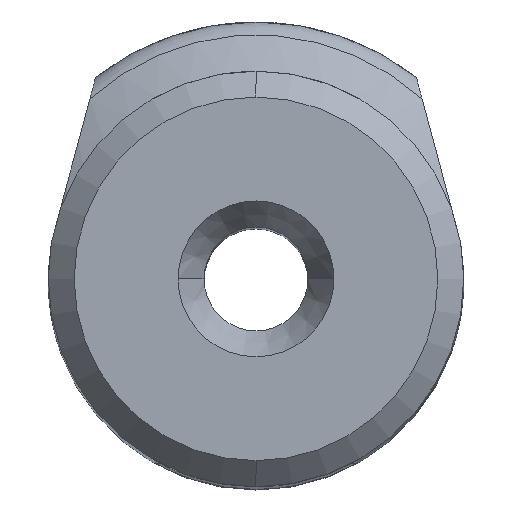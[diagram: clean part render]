
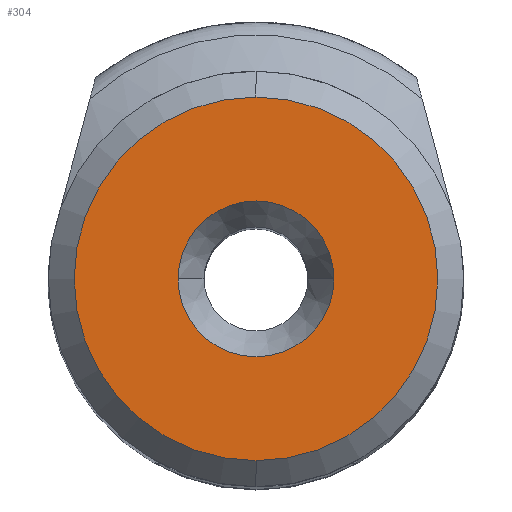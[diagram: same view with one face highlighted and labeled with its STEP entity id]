
A CAD part, top view. The second image highlights one B-rep face of the part: STEP entity #304.
In plain terms, the highlighted planar face has unit normal (0, 0, 1).
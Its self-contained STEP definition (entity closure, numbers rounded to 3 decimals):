
#33=PLANE('',#1170);
#50=FACE_BOUND('',#425,.T.);
#51=FACE_BOUND('',#426,.T.);
#304=ADVANCED_FACE('',(#50,#51),#33,.T.);
#425=EDGE_LOOP('',(#658,#659));
#426=EDGE_LOOP('',(#660,#661));
#658=ORIENTED_EDGE('',*,*,#1013,.T.);
#659=ORIENTED_EDGE('',*,*,#915,.T.);
#660=ORIENTED_EDGE('',*,*,#1014,.F.);
#661=ORIENTED_EDGE('',*,*,#921,.F.);
#810=VERTEX_POINT('',#1929);
#811=VERTEX_POINT('',#1930);
#816=VERTEX_POINT('',#1941);
#817=VERTEX_POINT('',#1943);
#915=EDGE_CURVE('',#810,#811,#1036,.T.);
#921=EDGE_CURVE('',#816,#817,#1039,.T.);
#1013=EDGE_CURVE('',#811,#810,#1066,.T.);
#1014=EDGE_CURVE('',#817,#816,#1067,.T.);
#1036=CIRCLE('',#1112,7.);
#1039=CIRCLE('',#1116,3.);
#1066=CIRCLE('',#1168,7.);
#1067=CIRCLE('',#1169,3.);
#1112=AXIS2_PLACEMENT_3D('',#1928,#1262,#1263);
#1116=AXIS2_PLACEMENT_3D('',#1942,#1273,#1274);
#1168=AXIS2_PLACEMENT_3D('',#2345,#1410,#1411);
#1169=AXIS2_PLACEMENT_3D('',#2346,#1412,#1413);
#1170=AXIS2_PLACEMENT_3D('',#2347,#1414,#1415);
#1262=DIRECTION('',(0.,0.,1.));
#1263=DIRECTION('',(0.,1.,0.));
#1273=DIRECTION('',(0.,0.,1.));
#1274=DIRECTION('',(1.,0.,0.));
#1410=DIRECTION('',(0.,0.,1.));
#1411=DIRECTION('',(0.,1.,0.));
#1412=DIRECTION('',(0.,0.,1.));
#1413=DIRECTION('',(1.,0.,0.));
#1414=DIRECTION('',(0.,0.,1.));
#1415=DIRECTION('',(-1.,0.,0.));
#1928=CARTESIAN_POINT('',(0.,0.,0.));
#1929=CARTESIAN_POINT('',(0.,7.,0.));
#1930=CARTESIAN_POINT('',(0.,-7.,0.));
#1941=CARTESIAN_POINT('',(-3.,0.,0.));
#1942=CARTESIAN_POINT('',(0.,0.,0.));
#1943=CARTESIAN_POINT('',(3.,0.,0.));
#2345=CARTESIAN_POINT('',(0.,0.,0.));
#2346=CARTESIAN_POINT('',(0.,0.,0.));
#2347=CARTESIAN_POINT('',(0.,10.,0.));
